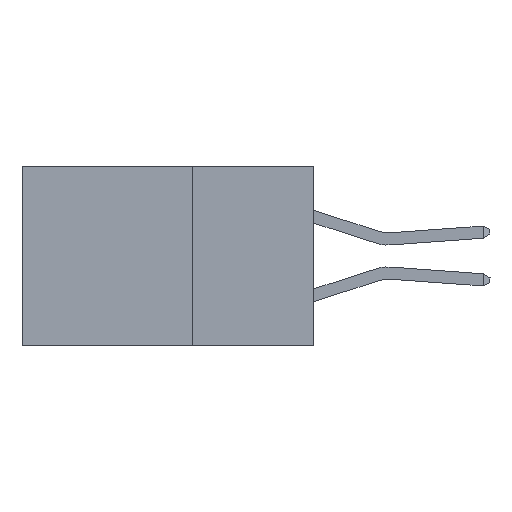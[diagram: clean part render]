
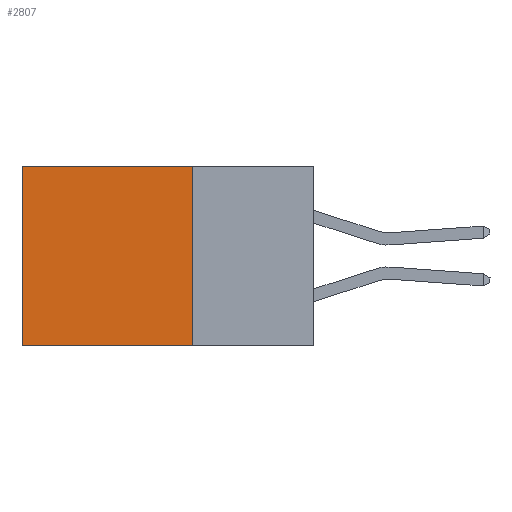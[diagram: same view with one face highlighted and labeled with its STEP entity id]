
A CAD part, left-side view. The second image highlights one B-rep face of the part: STEP entity #2807.
In plain terms, the highlighted planar face has unit normal (-1, 0, 0).
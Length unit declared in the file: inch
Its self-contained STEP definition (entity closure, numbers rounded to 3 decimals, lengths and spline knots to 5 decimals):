
#501 = CARTESIAN_POINT ( 'NONE',  ( 0.2875, 0.25, -0.37 ) ) ;
#1110 = ORIENTED_EDGE ( 'NONE', *, *, #15037, .F. ) ;
#2807 = ADVANCED_FACE ( 'NONE', ( #24514 ), #16900, .F. ) ;
#3123 = CARTESIAN_POINT ( 'NONE',  ( 0.2875, 0.25, 0. ) ) ;
#3237 = LINE ( 'NONE', #10309, #3850 ) ;
#3389 = DIRECTION ( 'NONE',  ( 1., 0., 0. ) ) ;
#3850 = VECTOR ( 'NONE', #22055, 39.37008 ) ;
#4083 = CARTESIAN_POINT ( 'NONE',  ( 0.2875, 0.6, 0. ) ) ;
#4116 = VERTEX_POINT ( 'NONE', #501 ) ;
#4752 = CARTESIAN_POINT ( 'NONE',  ( 0.2875, 0.6, 0. ) ) ;
#6809 = CARTESIAN_POINT ( 'NONE',  ( 0.2875, 0.6, -0.37 ) ) ;
#6878 = DIRECTION ( 'NONE',  ( 0., 0., -1. ) ) ;
#7691 = LINE ( 'NONE', #22396, #25036 ) ;
#7809 = VECTOR ( 'NONE', #24210, 39.37008 ) ;
#8566 = EDGE_CURVE ( 'NONE', #21568, #24885, #23619, .T. ) ;
#8730 = CARTESIAN_POINT ( 'NONE',  ( 0.2875, 0.25, 0. ) ) ;
#10309 = CARTESIAN_POINT ( 'NONE',  ( 0.2875, 0.25, 0. ) ) ;
#11111 = ORIENTED_EDGE ( 'NONE', *, *, #23063, .T. ) ;
#12669 = LINE ( 'NONE', #8730, #24242 ) ;
#12720 = ORIENTED_EDGE ( 'NONE', *, *, #8566, .T. ) ;
#14687 = CARTESIAN_POINT ( 'NONE',  ( 0.2875, 0.25, 0. ) ) ;
#15037 = EDGE_CURVE ( 'NONE', #22484, #4116, #12669, .T. ) ;
#16017 = EDGE_LOOP ( 'NONE', ( #12720, #25005, #1110, #11111 ) ) ;
#16733 = DIRECTION ( 'NONE',  ( 0., 0., -1. ) ) ;
#16857 = DIRECTION ( 'NONE',  ( 0., 1., 0. ) ) ;
#16900 = PLANE ( 'NONE',  #18784 ) ;
#18784 = AXIS2_PLACEMENT_3D ( 'NONE', #3123, #3389, #16733 ) ;
#20686 = EDGE_CURVE ( 'NONE', #4116, #24885, #7691, .T. ) ;
#21568 = VERTEX_POINT ( 'NONE', #4083 ) ;
#22055 = DIRECTION ( 'NONE',  ( 0., 1., 0. ) ) ;
#22396 = CARTESIAN_POINT ( 'NONE',  ( 0.2875, 0.25, -0.37 ) ) ;
#22484 = VERTEX_POINT ( 'NONE', #14687 ) ;
#23063 = EDGE_CURVE ( 'NONE', #22484, #21568, #3237, .T. ) ;
#23619 = LINE ( 'NONE', #4752, #7809 ) ;
#24210 = DIRECTION ( 'NONE',  ( 0., 0., -1. ) ) ;
#24242 = VECTOR ( 'NONE', #6878, 39.37008 ) ;
#24514 = FACE_OUTER_BOUND ( 'NONE', #16017, .T. ) ;
#24885 = VERTEX_POINT ( 'NONE', #6809 ) ;
#25005 = ORIENTED_EDGE ( 'NONE', *, *, #20686, .F. ) ;
#25036 = VECTOR ( 'NONE', #16857, 39.37008 ) ;
